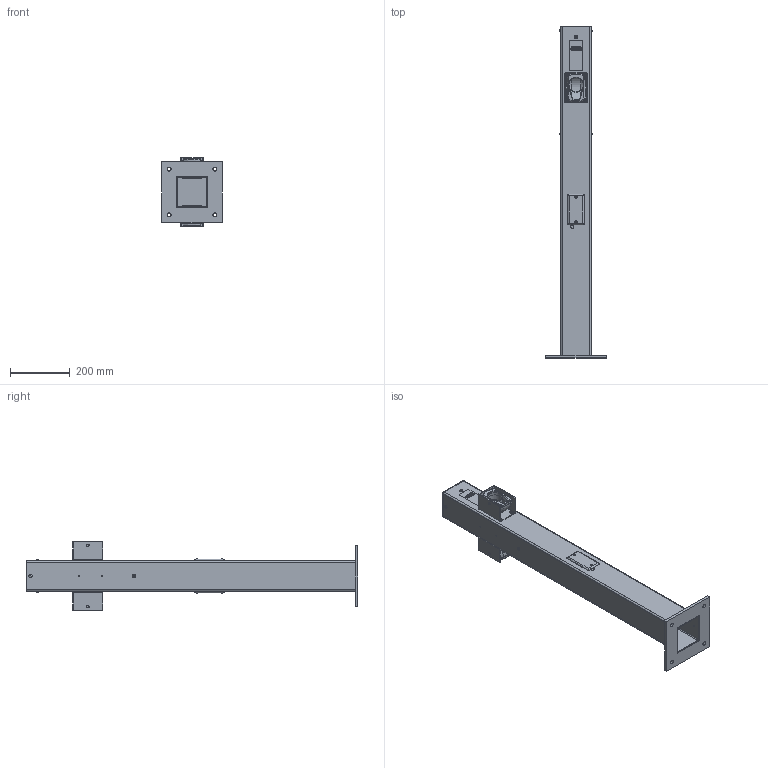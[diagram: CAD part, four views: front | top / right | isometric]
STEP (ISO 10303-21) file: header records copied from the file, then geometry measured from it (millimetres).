
FILE_DESCRIPTION (( 'STEP AP214' ), '1' );
FILE_NAME ('CATSTD-EVPED-002-M01.STEP', '2020-07-13T12:10:27', ( '' ), ( '' ), 'SwSTEP 2.0', 'SolidWorks 2017', '' );
FILE_SCHEMA (( 'AUTOMOTIVE_DESIGN' ));
Length unit declared in the file: inch
Products named in the file (2): CATSTD-EVPED-002-M01
Bounding box: 203.2 x 1107.57 x 228.6 mm (x, y, z)
Surface area: 1111890 mm2 (no closed solid volume)
Topology: 0 solids, 51 shells, 292 faces, 1602 edges, 1355 vertices
Faces by surface type: plane 132, cylinder 101, bspline 19, sphere 15, cone 13, torus 12
Full cylindrical faces by diameter (mm): 1.707 x1, 4.039 x4, 6.35 x5, 6.655 x2, 9.116 x4, 11.1 x2, 11.379 x3, 12.7 x4, 47.625 x2, 50.673 x2
Entity records: 24741 total; most frequent: CARTESIAN_POINT 9435, DIRECTION 2035, ORIENTED_EDGE 1972, EDGE_CURVE 1549, VERTEX_POINT 1340, VECTOR 819, LINE 819, AXIS2_PLACEMENT_3D 608
